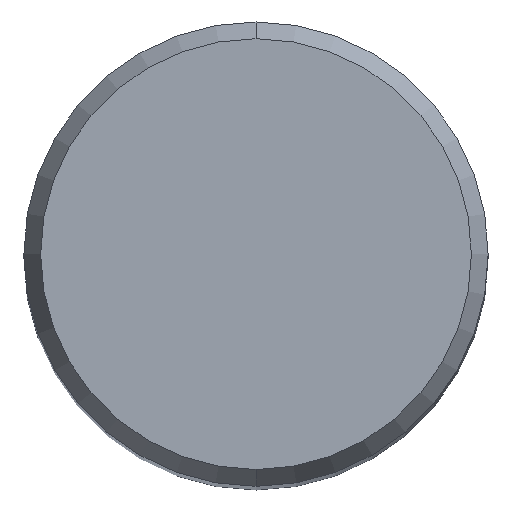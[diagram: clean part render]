
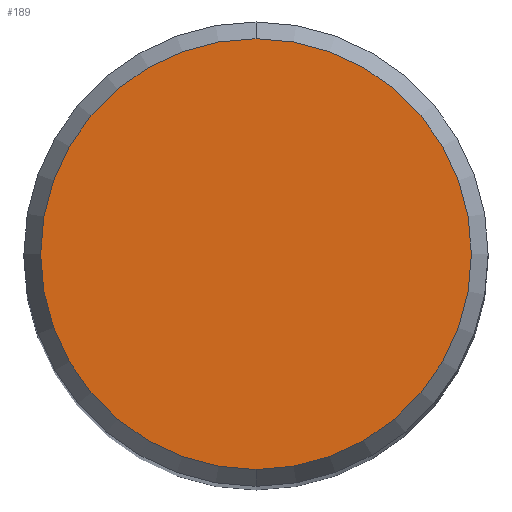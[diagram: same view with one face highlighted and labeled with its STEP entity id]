
A CAD part, top view. The second image highlights one B-rep face of the part: STEP entity #189.
In plain terms, the highlighted planar face has unit normal (0, 0, 1).
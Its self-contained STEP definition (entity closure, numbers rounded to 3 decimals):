
#111=EDGE_CURVE('',#161,#163,#275,.T.);
#161=VERTEX_POINT('',#331);
#163=VERTEX_POINT('',#333);
#189=ADVANCED_FACE('',(#363),#364,.T.);
#223=EDGE_CURVE('',#163,#161,#401,.T.);
#275=CIRCLE('',#455,2.946);
#331=CARTESIAN_POINT('',(0.0,2.946,0.));
#333=CARTESIAN_POINT('',(0.,-2.946,0.));
#363=FACE_OUTER_BOUND('',#566,.T.);
#364=PLANE('',#567);
#401=CIRCLE('',#615,2.946);
#455=AXIS2_PLACEMENT_3D('',#671,#672,#673);
#566=EDGE_LOOP('',(#783,#784));
#567=AXIS2_PLACEMENT_3D('',#785,#786,#787);
#615=AXIS2_PLACEMENT_3D('',#827,#828,#829);
#671=CARTESIAN_POINT('',(0.0,0.0,0.));
#672=DIRECTION('',(0.0,0.0,-1.0));
#673=DIRECTION('',(0.0,1.0,0.0));
#783=ORIENTED_EDGE('',*,*,#111,.F.);
#784=ORIENTED_EDGE('',*,*,#223,.F.);
#785=CARTESIAN_POINT('',(0.0,1.473,0.));
#786=DIRECTION('',(-0.0,0.0,1.0));
#787=DIRECTION('',(0.0,-1.0,0.0));
#827=CARTESIAN_POINT('',(0.0,0.0,0.));
#828=DIRECTION('',(0.0,0.0,-1.0));
#829=DIRECTION('',(0.0,1.0,0.0));
